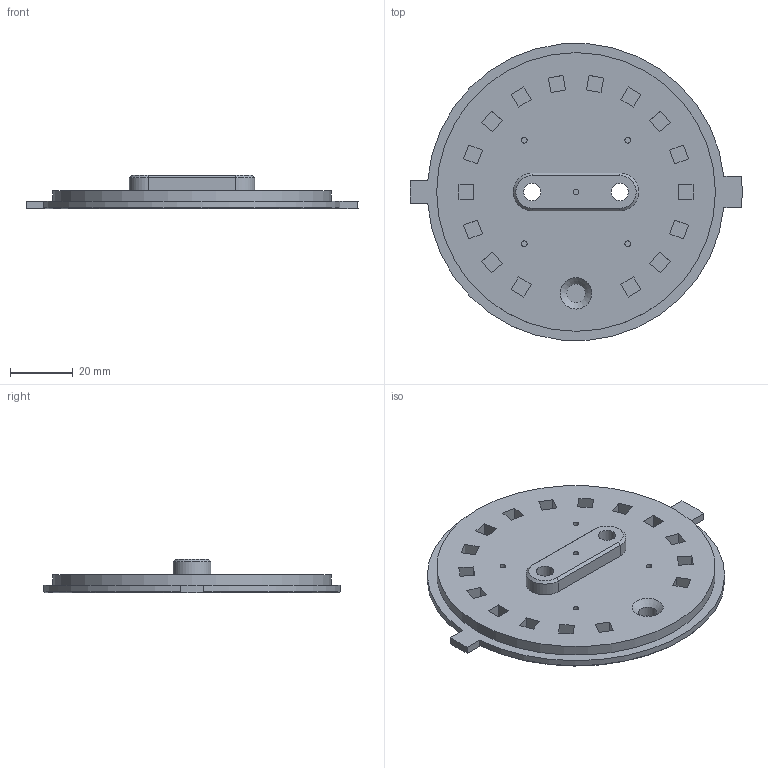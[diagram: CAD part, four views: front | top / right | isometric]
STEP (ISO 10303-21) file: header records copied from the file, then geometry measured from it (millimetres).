
FILE_DESCRIPTION(/* description */ (''),/* implementation_level */ '2;1');
FILE_NAME(/* name */ 'Mittelteil.stp',/* time_stamp */ '2024-12-27T23:00:20+01:00',/* author */ ('Maximilian.Giesen'),/* organization */ (''),/* preprocessor_version */ 'ST-DEVELOPER v20',/* originating_system */ 'Autodesk Inventor 2024',/* authorisation */ '');
FILE_SCHEMA (('AUTOMOTIVE_DESIGN { 1 0 10303 214 3 1 1 }'));
Length unit declared in the file: millimetre
Products named in the file (1): Mittelteil
Bounding box: 105.96 x 94.69 x 10.8 mm (x, y, z)
Volume: 37137.2 mm3; surface area: 18760.6 mm2
Topology: 1 solids, 1 shells, 134 faces, 312 edges, 206 vertices
Faces by surface type: plane 110, cylinder 17, cone 7
Full cylindrical faces by diameter (mm): 1.8 x5, 5.5 x2, 6 x1, 88.95 x1
Entity records: 3829 total; most frequent: CARTESIAN_POINT 653, DIRECTION 632, ORIENTED_EDGE 624, EDGE_CURVE 312, LINE 262, VECTOR 262, VERTEX_POINT 206, AXIS2_PLACEMENT_3D 185
